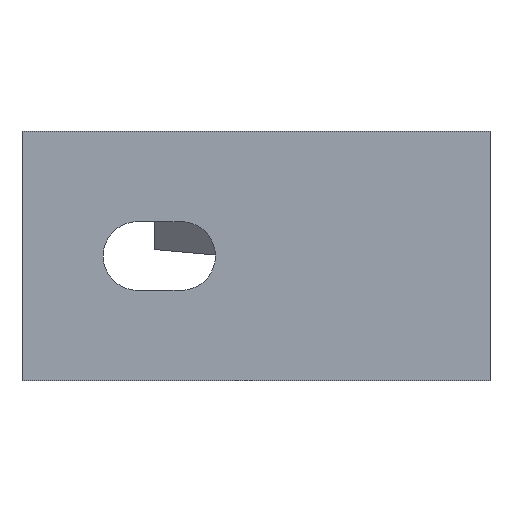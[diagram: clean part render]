
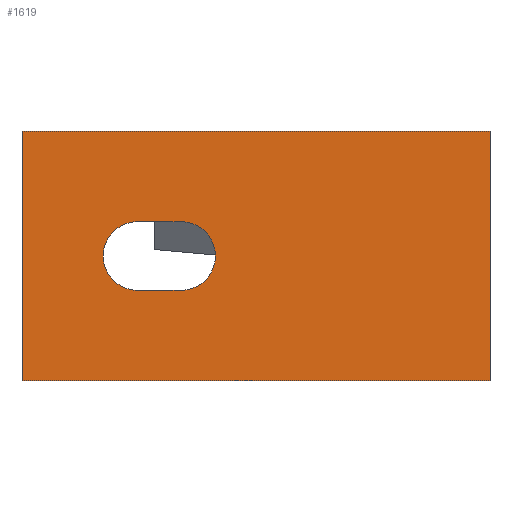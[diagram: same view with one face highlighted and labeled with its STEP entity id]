
A CAD part, left-side view. The second image highlights one B-rep face of the part: STEP entity #1619.
In plain terms, the highlighted face is planar.
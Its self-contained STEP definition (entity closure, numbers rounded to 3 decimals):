
#34 = ORIENTED_EDGE ( 'NONE', *, *, #1778, .T. ) ;
#46 = DIRECTION ( 'NONE',  ( -1., 0., 0. ) ) ;
#53 = ORIENTED_EDGE ( 'NONE', *, *, #1253, .T. ) ;
#57 = EDGE_CURVE ( 'NONE', #899, #548, #1280, .T. ) ;
#67 = DIRECTION ( 'NONE',  ( 0., 0., -1. ) ) ;
#83 = LINE ( 'NONE', #1446, #705 ) ;
#90 = VERTEX_POINT ( 'NONE', #2190 ) ;
#157 = DIRECTION ( 'NONE',  ( 1., 0., 0. ) ) ;
#163 = CARTESIAN_POINT ( 'NONE',  ( 5.5, 49.5, 0. ) ) ;
#222 = FACE_BOUND ( 'NONE', #1341, .T. ) ;
#278 = CARTESIAN_POINT ( 'NONE',  ( 20., 0., 0. ) ) ;
#288 = DIRECTION ( 'NONE',  ( 0., 0., 1. ) ) ;
#311 = VERTEX_POINT ( 'NONE', #787 ) ;
#319 = DIRECTION ( 'NONE',  ( 0., 1., 0. ) ) ;
#332 = CARTESIAN_POINT ( 'NONE',  ( -5.5, 49.5, 0. ) ) ;
#393 = DIRECTION ( 'NONE',  ( 0., -1., 0. ) ) ;
#444 = VERTEX_POINT ( 'NONE', #2157 ) ;
#451 = VECTOR ( 'NONE', #1269, 1000. ) ;
#475 = CARTESIAN_POINT ( 'NONE',  ( 0., 56.5, 0. ) ) ;
#548 = VERTEX_POINT ( 'NONE', #163 ) ;
#559 = DIRECTION ( 'NONE',  ( -1., 0., 0. ) ) ;
#584 = CARTESIAN_POINT ( 'NONE',  ( -20., 0., 0. ) ) ;
#610 = VECTOR ( 'NONE', #393, 1000. ) ;
#619 = ORIENTED_EDGE ( 'NONE', *, *, #1057, .T. ) ;
#639 = CARTESIAN_POINT ( 'NONE',  ( 5.5, 56.5, 0. ) ) ;
#640 = AXIS2_PLACEMENT_3D ( 'NONE', #475, #288, #1153 ) ;
#669 = ORIENTED_EDGE ( 'NONE', *, *, #57, .F. ) ;
#705 = VECTOR ( 'NONE', #766, 1000. ) ;
#732 = EDGE_CURVE ( 'NONE', #444, #1501, #1578, .T. ) ;
#766 = DIRECTION ( 'NONE',  ( 0., 1., 0. ) ) ;
#787 = CARTESIAN_POINT ( 'NONE',  ( 20., 0., 0. ) ) ;
#799 = EDGE_LOOP ( 'NONE', ( #619, #53, #34, #1679 ) ) ;
#816 = AXIS2_PLACEMENT_3D ( 'NONE', #2064, #67, #559 ) ;
#824 = VECTOR ( 'NONE', #46, 1000. ) ;
#864 = CARTESIAN_POINT ( 'NONE',  ( -20., 75., 0. ) ) ;
#899 = VERTEX_POINT ( 'NONE', #332 ) ;
#943 = DIRECTION ( 'NONE',  ( 0., -1., 0. ) ) ;
#948 = ORIENTED_EDGE ( 'NONE', *, *, #2047, .F. ) ;
#954 = CARTESIAN_POINT ( 'NONE',  ( -5.5, 49.5, 0. ) ) ;
#1057 = EDGE_CURVE ( 'NONE', #1501, #90, #1093, .T. ) ;
#1064 = VECTOR ( 'NONE', #319, 1000. ) ;
#1093 = LINE ( 'NONE', #1927, #610 ) ;
#1153 = DIRECTION ( 'NONE',  ( 1., 0., 0. ) ) ;
#1194 = ORIENTED_EDGE ( 'NONE', *, *, #1249, .F. ) ;
#1249 = EDGE_CURVE ( 'NONE', #548, #2016, #83, .T. ) ;
#1253 = EDGE_CURVE ( 'NONE', #90, #311, #2124, .T. ) ;
#1266 = PLANE ( 'NONE',  #816 ) ;
#1269 = DIRECTION ( 'NONE',  ( 1., 0., 0. ) ) ;
#1280 = CIRCLE ( 'NONE', #2172, 5.5 ) ;
#1312 = LINE ( 'NONE', #954, #1632 ) ;
#1341 = EDGE_LOOP ( 'NONE', ( #1194, #669, #1736, #948 ) ) ;
#1345 = DIRECTION ( 'NONE',  ( 0., 0., 1. ) ) ;
#1347 = CIRCLE ( 'NONE', #640, 5.5 ) ;
#1410 = EDGE_CURVE ( 'NONE', #1512, #899, #1312, .T. ) ;
#1446 = CARTESIAN_POINT ( 'NONE',  ( 5.5, 49.5, 0. ) ) ;
#1479 = LINE ( 'NONE', #278, #1064 ) ;
#1501 = VERTEX_POINT ( 'NONE', #864 ) ;
#1512 = VERTEX_POINT ( 'NONE', #1856 ) ;
#1578 = LINE ( 'NONE', #1761, #824 ) ;
#1619 = ADVANCED_FACE ( 'NONE', ( #222, #1722 ), #1266, .F. ) ;
#1632 = VECTOR ( 'NONE', #943, 1000. ) ;
#1679 = ORIENTED_EDGE ( 'NONE', *, *, #732, .T. ) ;
#1722 = FACE_OUTER_BOUND ( 'NONE', #799, .T. ) ;
#1736 = ORIENTED_EDGE ( 'NONE', *, *, #1410, .F. ) ;
#1761 = CARTESIAN_POINT ( 'NONE',  ( -20., 75., 0. ) ) ;
#1778 = EDGE_CURVE ( 'NONE', #311, #444, #1479, .T. ) ;
#1856 = CARTESIAN_POINT ( 'NONE',  ( -5.5, 56.5, 0. ) ) ;
#1890 = CARTESIAN_POINT ( 'NONE',  ( 0., 49.5, 0. ) ) ;
#1927 = CARTESIAN_POINT ( 'NONE',  ( -20., 0., 0. ) ) ;
#2016 = VERTEX_POINT ( 'NONE', #639 ) ;
#2047 = EDGE_CURVE ( 'NONE', #2016, #1512, #1347, .T. ) ;
#2064 = CARTESIAN_POINT ( 'NONE',  ( -20., 75., 0. ) ) ;
#2124 = LINE ( 'NONE', #584, #451 ) ;
#2157 = CARTESIAN_POINT ( 'NONE',  ( 20., 75., 0. ) ) ;
#2172 = AXIS2_PLACEMENT_3D ( 'NONE', #1890, #1345, #157 ) ;
#2190 = CARTESIAN_POINT ( 'NONE',  ( -20., 0., 0. ) ) ;
